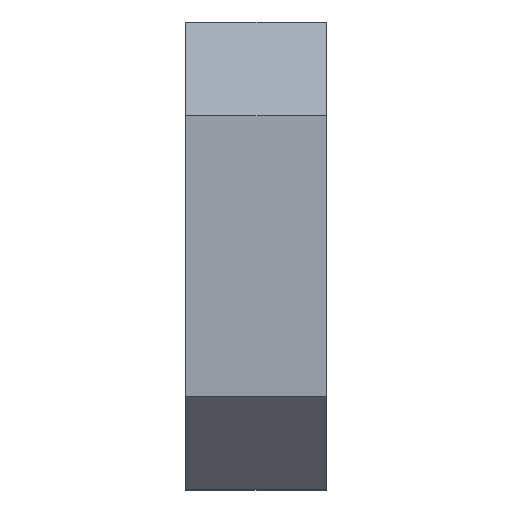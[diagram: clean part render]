
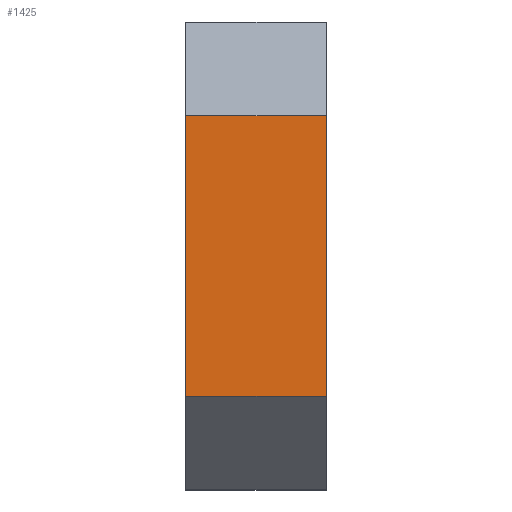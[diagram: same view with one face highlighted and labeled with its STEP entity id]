
A CAD part, left-side view. The second image highlights one B-rep face of the part: STEP entity #1425.
In plain terms, the highlighted planar face has unit normal (-1, 0, 0).
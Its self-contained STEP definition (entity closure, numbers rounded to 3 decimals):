
#49=CARTESIAN_POINT('',(-153.5,7.5,-15.));
#50=VERTEX_POINT('',#49);
#67=CARTESIAN_POINT('',(-153.5,-7.5,-15.));
#68=VERTEX_POINT('',#67);
#75=CARTESIAN_POINT('',(-153.5,-7.5,-15.));
#76=DIRECTION('',(0.0,1.0,0.0));
#77=VECTOR('',#76,15.0);
#78=LINE('',#75,#77);
#79=EDGE_CURVE('',#68,#50,#78,.T.);
#130=CARTESIAN_POINT('',(-153.5,-7.5,15.));
#131=VERTEX_POINT('',#130);
#138=CARTESIAN_POINT('',(-153.5,-7.5,-15.));
#139=DIRECTION('',(0.0,0.0,1.0));
#140=VECTOR('',#139,30.);
#141=LINE('',#138,#140);
#142=EDGE_CURVE('',#68,#131,#141,.T.);
#340=CARTESIAN_POINT('',(-153.5,7.5,15.));
#341=VERTEX_POINT('',#340);
#348=CARTESIAN_POINT('',(-153.5,7.5,15.));
#349=DIRECTION('',(0.0,-1.0,0.0));
#350=VECTOR('',#349,15.0);
#351=LINE('',#348,#350);
#352=EDGE_CURVE('',#341,#131,#351,.T.);
#1409=CARTESIAN_POINT('',(-153.5,0.0,25.));
#1410=DIRECTION('',(-1.0,0.0,0.0));
#1411=DIRECTION('',(0.0,0.0,1.0));
#1412=AXIS2_PLACEMENT_3D('',#1409,#1410,#1411);
#1413=PLANE('',#1412);
#1414=ORIENTED_EDGE('',*,*,#79,.F.);
#1415=ORIENTED_EDGE('',*,*,#142,.T.);
#1416=ORIENTED_EDGE('',*,*,#352,.F.);
#1417=CARTESIAN_POINT('',(-153.5,7.5,15.));
#1418=DIRECTION('',(0.0,0.0,-1.0));
#1419=VECTOR('',#1418,30.);
#1420=LINE('',#1417,#1419);
#1421=EDGE_CURVE('',#341,#50,#1420,.T.);
#1422=ORIENTED_EDGE('',*,*,#1421,.T.);
#1423=EDGE_LOOP('',(#1414,#1415,#1416,#1422));
#1424=FACE_OUTER_BOUND('',#1423,.T.);
#1425=ADVANCED_FACE('',(#1424),#1413,.T.);
